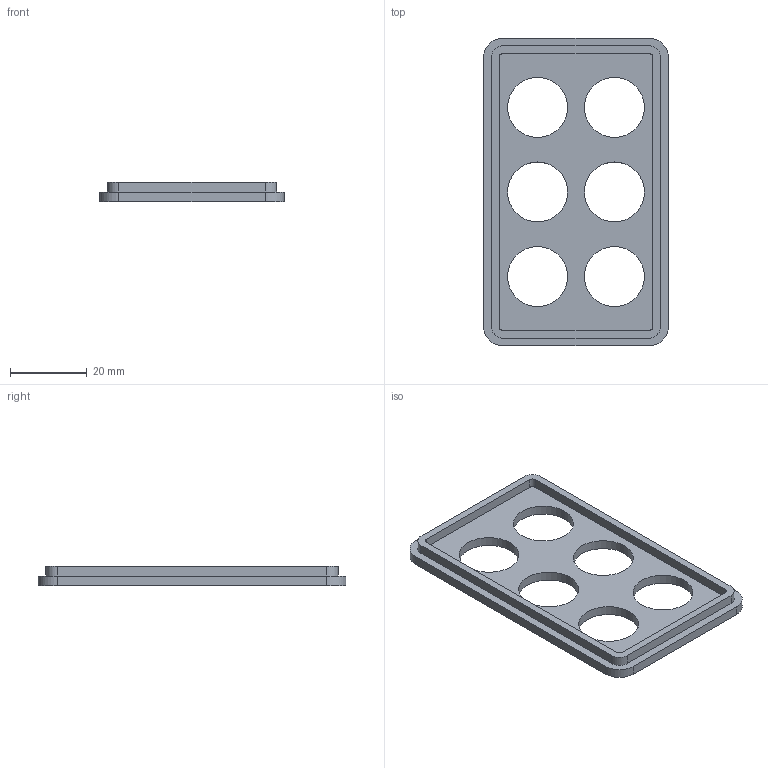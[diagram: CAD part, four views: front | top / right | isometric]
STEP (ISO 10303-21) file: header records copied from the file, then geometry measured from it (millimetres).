
FILE_DESCRIPTION(('FreeCAD Model'),'2;1');
FILE_NAME('Open CASCADE Shape Model','2024-10-18T16:33:03',(''),(''), 'Open CASCADE STEP processor 7.7','FreeCAD','Unknown');
FILE_SCHEMA(('AUTOMOTIVE_DESIGN { 1 0 10303 214 1 1 1 1 }'));
Length unit declared in the file: millimetre
Products named in the file (1): Buttons
Bounding box: 48 x 80 x 5 mm (x, y, z)
Volume: 7822.2 mm3; surface area: 7840 mm2
Topology: 1 solids, 1 shells, 34 faces, 90 edges, 60 vertices
Faces by surface type: cylinder 18, plane 16
Full cylindrical faces by diameter (mm): 15.6 x6
Entity records: 1116 total; most frequent: DIRECTION 196, CARTESIAN_POINT 185, ORIENTED_EDGE 180, EDGE_CURVE 90, AXIS2_PLACEMENT_3D 71, VERTEX_POINT 60, LINE 54, VECTOR 54
